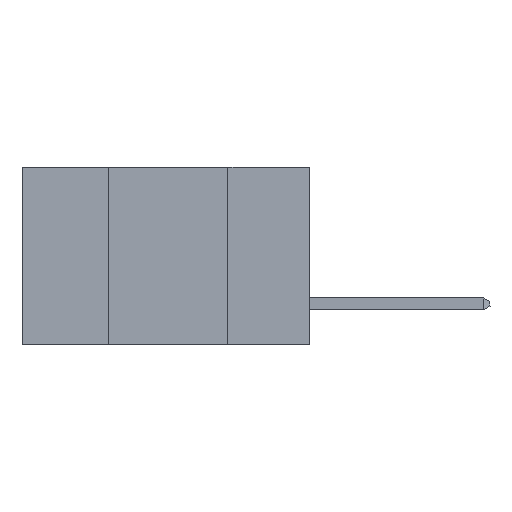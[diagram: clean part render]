
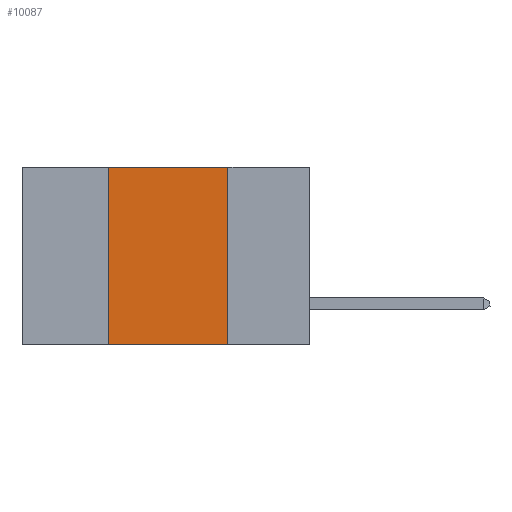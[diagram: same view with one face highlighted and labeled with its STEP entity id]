
A CAD part, left-side view. The second image highlights one B-rep face of the part: STEP entity #10087.
In plain terms, the highlighted planar face has unit normal (-1, 0, 0).
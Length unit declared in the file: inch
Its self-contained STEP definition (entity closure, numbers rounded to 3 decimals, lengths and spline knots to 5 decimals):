
#297 = CARTESIAN_POINT ( 'NONE',  ( 0., 0.6, 0. ) ) ;
#463 = EDGE_CURVE ( 'NONE', #2222, #1705, #17393, .T. ) ;
#1705 = VERTEX_POINT ( 'NONE', #10955 ) ;
#1809 = DIRECTION ( 'NONE',  ( 0., -1., 0. ) ) ;
#1815 = ORIENTED_EDGE ( 'NONE', *, *, #4723, .F. ) ;
#2222 = VERTEX_POINT ( 'NONE', #10470 ) ;
#3122 = LINE ( 'NONE', #6426, #16553 ) ;
#3887 = DIRECTION ( 'NONE',  ( 0., 0., -1. ) ) ;
#4723 = EDGE_CURVE ( 'NONE', #15285, #14882, #8586, .T. ) ;
#5764 = EDGE_CURVE ( 'NONE', #1705, #15285, #7858, .T. ) ;
#6426 = CARTESIAN_POINT ( 'NONE',  ( 0., 0.6, -0.37 ) ) ;
#7206 = AXIS2_PLACEMENT_3D ( 'NONE', #9431, #20000, #10994 ) ;
#7858 = LINE ( 'NONE', #297, #10545 ) ;
#8586 = LINE ( 'NONE', #8903, #12743 ) ;
#8844 = CARTESIAN_POINT ( 'NONE',  ( 0., 0.17, -0.37 ) ) ;
#8903 = CARTESIAN_POINT ( 'NONE',  ( 0., 0.17, 0. ) ) ;
#9431 = CARTESIAN_POINT ( 'NONE',  ( 0., 0.6, 0. ) ) ;
#9734 = VECTOR ( 'NONE', #18689, 39.37008 ) ;
#10087 = ADVANCED_FACE ( 'NONE', ( #11935 ), #12482, .F. ) ;
#10470 = CARTESIAN_POINT ( 'NONE',  ( 0., 0.42, -0.37 ) ) ;
#10545 = VECTOR ( 'NONE', #1809, 39.37008 ) ;
#10955 = CARTESIAN_POINT ( 'NONE',  ( 0., 0.42, 0. ) ) ;
#10994 = DIRECTION ( 'NONE',  ( 0., 0., -1. ) ) ;
#11935 = FACE_OUTER_BOUND ( 'NONE', #14311, .T. ) ;
#12183 = ORIENTED_EDGE ( 'NONE', *, *, #17566, .T. ) ;
#12482 = PLANE ( 'NONE',  #7206 ) ;
#12743 = VECTOR ( 'NONE', #3887, 39.37008 ) ;
#13182 = ORIENTED_EDGE ( 'NONE', *, *, #5764, .F. ) ;
#14311 = EDGE_LOOP ( 'NONE', ( #1815, #13182, #14817, #12183 ) ) ;
#14817 = ORIENTED_EDGE ( 'NONE', *, *, #463, .F. ) ;
#14882 = VERTEX_POINT ( 'NONE', #8844 ) ;
#15285 = VERTEX_POINT ( 'NONE', #18950 ) ;
#15728 = DIRECTION ( 'NONE',  ( 0., -1., 0. ) ) ;
#16553 = VECTOR ( 'NONE', #15728, 39.37008 ) ;
#17393 = LINE ( 'NONE', #18714, #9734 ) ;
#17566 = EDGE_CURVE ( 'NONE', #2222, #14882, #3122, .T. ) ;
#18689 = DIRECTION ( 'NONE',  ( 0., 0., 1. ) ) ;
#18714 = CARTESIAN_POINT ( 'NONE',  ( 0., 0.42, 0. ) ) ;
#18950 = CARTESIAN_POINT ( 'NONE',  ( 0., 0.17, 0. ) ) ;
#20000 = DIRECTION ( 'NONE',  ( 1., 0., 0. ) ) ;
